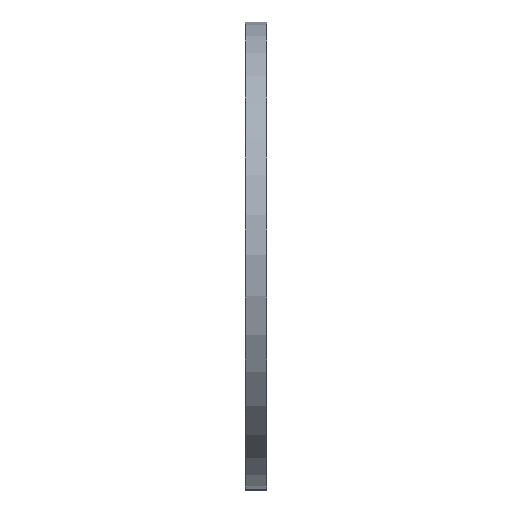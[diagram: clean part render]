
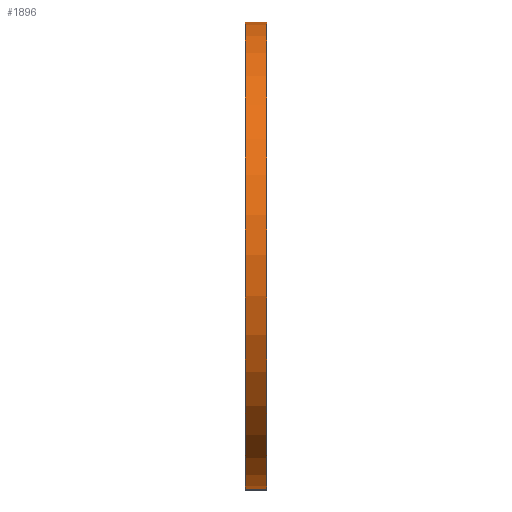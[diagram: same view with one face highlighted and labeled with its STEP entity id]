
A CAD part, top view. The second image highlights one B-rep face of the part: STEP entity #1896.
In plain terms, the highlighted cylindrical face has radius 77.5 mm (diameter 155 mm), a partial arc.
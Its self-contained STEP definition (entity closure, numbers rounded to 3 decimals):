
#257=CARTESIAN_POINT('',(0.,0.,0.));
#258=DIRECTION('',(1.,0.,0.));
#259=DIRECTION('',(0.,1.,0.));
#260=AXIS2_PLACEMENT_3D('',#257,#258,#259);
#432=CARTESIAN_POINT('',(7.,0.,0.));
#433=DIRECTION('',(1.,0.,0.));
#434=DIRECTION('',(0.,1.,0.));
#435=AXIS2_PLACEMENT_3D('',#432,#433,#434);
#716=DIRECTION('',(1.,0.,0.));
#717=VECTOR('',#716,7.);
#718=CARTESIAN_POINT('',(0.,77.5,0.));
#719=LINE('',#718,#717);
#724=DIRECTION('',(1.,0.,0.));
#725=VECTOR('',#724,7.);
#726=CARTESIAN_POINT('',(0.,-77.5,0.));
#727=LINE('',#726,#725);
#801=CARTESIAN_POINT('',(0.,77.5,0.));
#802=CARTESIAN_POINT('',(0.,-77.5,0.));
#803=VERTEX_POINT('',#801);
#804=VERTEX_POINT('',#802);
#805=CARTESIAN_POINT('',(7.,77.5,0.));
#806=CARTESIAN_POINT('',(7.,-77.5,0.));
#807=VERTEX_POINT('',#805);
#808=VERTEX_POINT('',#806);
#1884=CARTESIAN_POINT('',(0.,0.,0.));
#1885=DIRECTION('',(1.,0.,0.));
#1886=DIRECTION('',(0.,-1.,0.));
#1887=AXIS2_PLACEMENT_3D('',#1884,#1885,#1886);
#1888=CYLINDRICAL_SURFACE('',#1887,77.5);
#1889=ORIENTED_EDGE('',*,*,#1054,.F.);
#1890=ORIENTED_EDGE('',*,*,#1878,.T.);
#1891=ORIENTED_EDGE('',*,*,#1308,.T.);
#1893=ORIENTED_EDGE('',*,*,#1892,.F.);
#1894=EDGE_LOOP('',(#1889,#1890,#1891,#1893));
#1895=FACE_OUTER_BOUND('',#1894,.F.);
#1896=ADVANCED_FACE('',(#1895),#1888,.T.);
#261=CIRCLE('',#260,77.5);
#436=CIRCLE('',#435,77.5);
#1054=EDGE_CURVE('',#803,#804,#261,.T.);
#1308=EDGE_CURVE('',#807,#808,#436,.T.);
#1878=EDGE_CURVE('',#803,#807,#719,.T.);
#1892=EDGE_CURVE('',#804,#808,#727,.T.);
